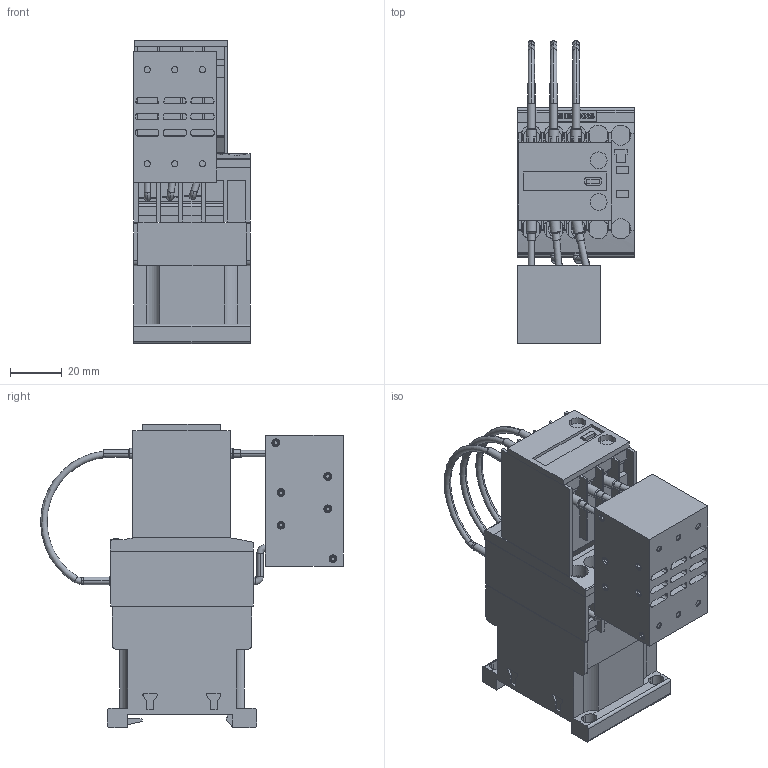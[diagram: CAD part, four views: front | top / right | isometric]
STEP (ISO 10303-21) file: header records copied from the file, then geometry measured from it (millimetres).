
FILE_DESCRIPTION(('STEP AP214'),'1');
FILE_NAME('cctmp_BCC78C41-4AA3-406F-8931-5F73C9D2EDCE_2023_07_24_19_06_41_0993..stp','2023-07-24T17:06:43',('SIEMENS A&D'),('CADClick - www.CADClick.com'),'Spatial InterOp 3D postprocessed',' ','unknown authorization');
FILE_SCHEMA(('AUTOMOTIVE_DESIGN'));
Length unit declared in the file: millimetre
Products named in the file (1): 2023_07_24_19_06_41_0900
Bounding box: 45 x 116.48 x 116.7 mm (x, y, z)
Volume: 214923.7 mm3; surface area: 73224 mm2
Topology: 1 solids, 25 shells, 1774 faces, 4768 edges, 3114 vertices
Faces by surface type: plane 1091, cylinder 544, cone 115, torus 24
Entity records: 93527 total; most frequent: CARTESIAN_POINT 10826, STYLED_ITEM 9657, PRESENTATION_STYLE_ASSIGNMENT 9657, DIRECTION 9613, ORIENTED_EDGE 9536, EDGE_CURVE 4768, CURVE_STYLE 4768, DRAUGHTING_PRE_DEFINED_CURVE_FONT 4768
